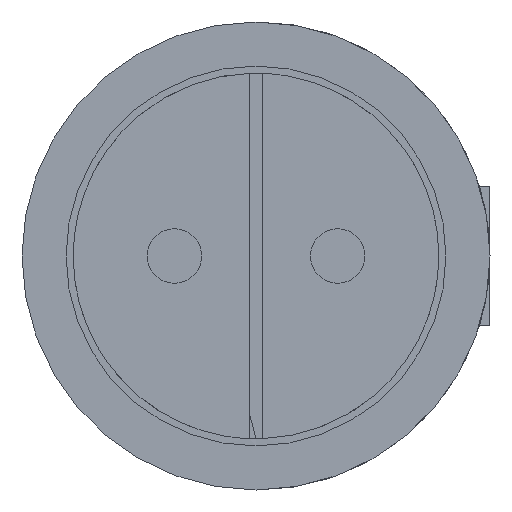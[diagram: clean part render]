
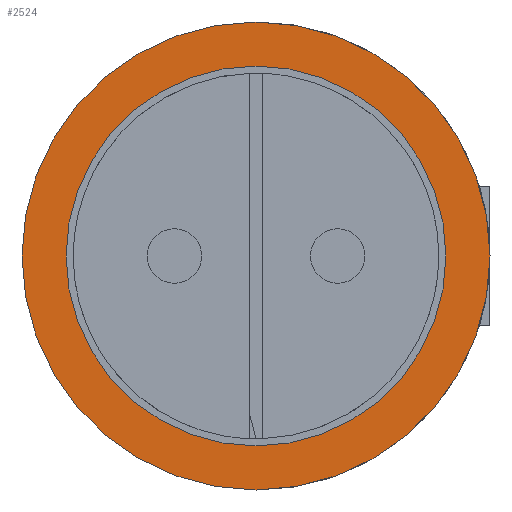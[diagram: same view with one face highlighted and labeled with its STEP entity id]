
A CAD part, front view. The second image highlights one B-rep face of the part: STEP entity #2524.
In plain terms, the highlighted planar face has unit normal (0, -1, 0).
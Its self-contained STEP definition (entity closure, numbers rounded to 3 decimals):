
#155 = CARTESIAN_POINT ( 'NONE',  ( 0., 0., 2.094 ) ) ;
#281 = AXIS2_PLACEMENT_3D ( 'NONE', #1033, #1035, #1036 ) ;
#283 = AXIS2_PLACEMENT_3D ( 'NONE', #1040, #1042, #1043 ) ;
#361 = AXIS2_PLACEMENT_3D ( 'NONE', #1134, #1137, #1138 ) ;
#364 = AXIS2_PLACEMENT_3D ( 'NONE', #1143, #1161, #1162 ) ;
#596 = EDGE_CURVE ( 'NONE', #3780, #3645, #2599, .T. ) ;
#598 = EDGE_CURVE ( 'NONE', #3655, #3749, #2635, .T. ) ;
#634 = EDGE_CURVE ( 'NONE', #3749, #3655, #2716, .T. ) ;
#645 = EDGE_CURVE ( 'NONE', #3645, #3780, #2722, .T. ) ;
#793 = FACE_OUTER_BOUND ( 'NONE', #3172, .T. ) ;
#801 = FACE_BOUND ( 'NONE', #3501, .T. ) ;
#1033 = CARTESIAN_POINT ( 'NONE',  ( 0., 0., 0. ) ) ;
#1035 = DIRECTION ( 'NONE',  ( 0., -1., 0. ) ) ;
#1036 = DIRECTION ( 'NONE',  ( 0., 0., -1. ) ) ;
#1040 = CARTESIAN_POINT ( 'NONE',  ( 0., 0., 0. ) ) ;
#1042 = DIRECTION ( 'NONE',  ( 0., 1., 0. ) ) ;
#1043 = DIRECTION ( 'NONE',  ( 0., 0., -1. ) ) ;
#1134 = CARTESIAN_POINT ( 'NONE',  ( 0., 0., 0. ) ) ;
#1137 = DIRECTION ( 'NONE',  ( 0., 1., 0. ) ) ;
#1138 = DIRECTION ( 'NONE',  ( 0., 0., -1. ) ) ;
#1143 = CARTESIAN_POINT ( 'NONE',  ( 0., 0., 0. ) ) ;
#1161 = DIRECTION ( 'NONE',  ( 0., -1., 0. ) ) ;
#1162 = DIRECTION ( 'NONE',  ( 0., 0., -1. ) ) ;
#1855 = CARTESIAN_POINT ( 'NONE',  ( -2.58, 0., 0. ) ) ;
#1856 = PLANE ( 'NONE',  #2380 ) ;
#1864 = DIRECTION ( 'NONE',  ( 0., 1., 0. ) ) ;
#1865 = DIRECTION ( 'NONE',  ( 0., 0., 1. ) ) ;
#2243 = CARTESIAN_POINT ( 'NONE',  ( 0., 0., 2.58 ) ) ;
#2245 = CARTESIAN_POINT ( 'NONE',  ( 0., 0., -2.094 ) ) ;
#2331 = CARTESIAN_POINT ( 'NONE',  ( 0., 0., -2.58 ) ) ;
#2380 = AXIS2_PLACEMENT_3D ( 'NONE', #1855, #1864, #1865 ) ;
#2524 = ADVANCED_FACE ( 'NONE', ( #793, #801 ), #1856, .F. ) ;
#2599 = CIRCLE ( 'NONE', #281, 2.094 ) ;
#2635 = CIRCLE ( 'NONE', #283, 2.58 ) ;
#2716 = CIRCLE ( 'NONE', #361, 2.58 ) ;
#2722 = CIRCLE ( 'NONE', #364, 2.094 ) ;
#3172 = EDGE_LOOP ( 'NONE', ( #3315, #3316 ) ) ;
#3300 = ORIENTED_EDGE ( 'NONE', *, *, #596, .F. ) ;
#3315 = ORIENTED_EDGE ( 'NONE', *, *, #634, .F. ) ;
#3316 = ORIENTED_EDGE ( 'NONE', *, *, #598, .F. ) ;
#3317 = ORIENTED_EDGE ( 'NONE', *, *, #645, .F. ) ;
#3501 = EDGE_LOOP ( 'NONE', ( #3317, #3300 ) ) ;
#3645 = VERTEX_POINT ( 'NONE', #2245 ) ;
#3655 = VERTEX_POINT ( 'NONE', #2243 ) ;
#3749 = VERTEX_POINT ( 'NONE', #2331 ) ;
#3780 = VERTEX_POINT ( 'NONE', #155 ) ;
